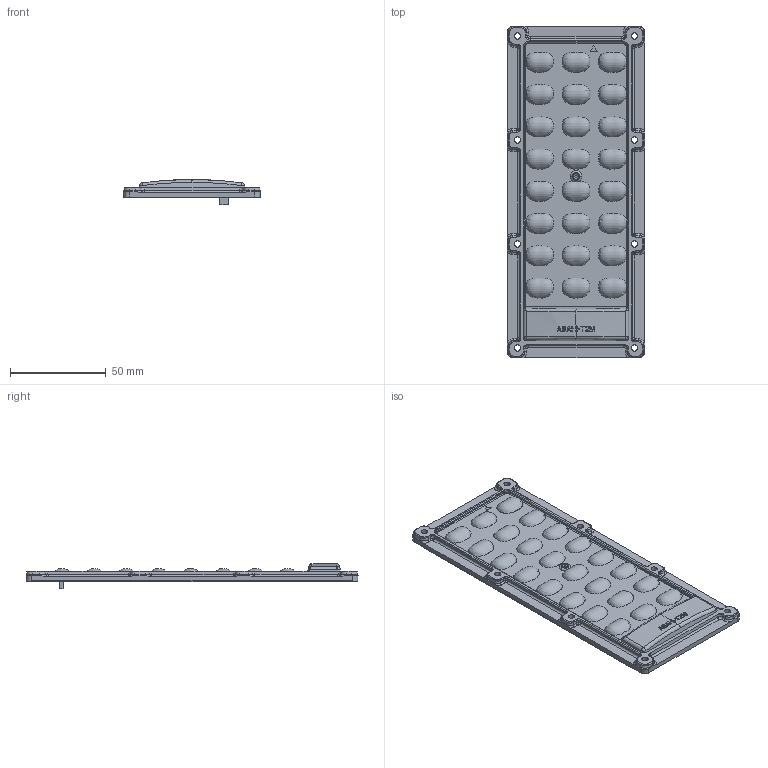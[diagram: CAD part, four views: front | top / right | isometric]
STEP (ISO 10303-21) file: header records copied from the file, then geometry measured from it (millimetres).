
FILE_DESCRIPTION((''),'2;1');
FILE_NAME('PRT0002_1_1_1_1_1','2022-01-20T14:29:47',('Administrator'),(''),'CREO PARAMETRIC BY PTC INC, 2019352','CREO PARAMETRIC BY PTC INC, 2019352','');
FILE_SCHEMA(('CONFIG_CONTROL_DESIGN'));
Products named in the file (1): PRT0002_1_1_1_1_1
Bounding box: 71.53 x 173.03 x 13.1 mm (x, y, z)
Volume: 37295.7 mm3; surface area: 32501.8 mm2
Topology: 1 solids, 3 shells, 987 faces, 2552 edges, 1622 vertices
Faces by surface type: plane 400, bspline 264, cylinder 142, cone 136, torus 39, sphere 6
Entity records: 110566 total; most frequent: CARTESIAN_POINT 88545, ORIENTED_EDGE 4988, DIRECTION 3839, EDGE_CURVE 2498, VERTEX_POINT 1622, AXIS2_PLACEMENT_3D 1343, VECTOR 1153, LINE 1153
